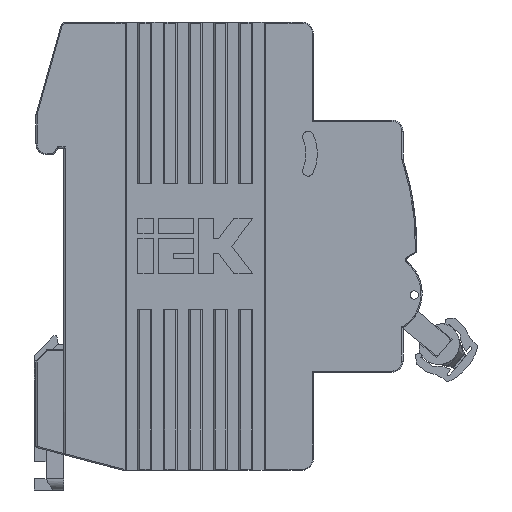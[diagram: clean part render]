
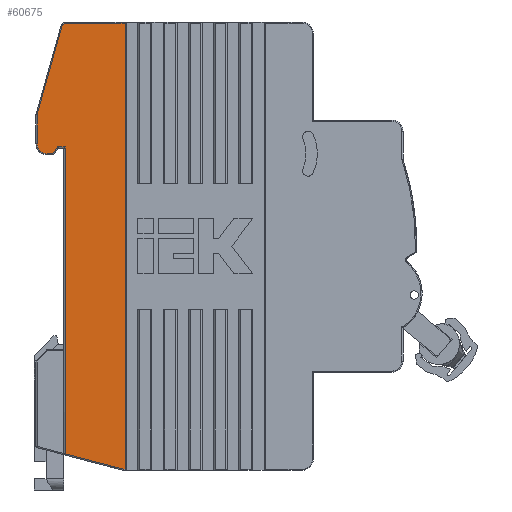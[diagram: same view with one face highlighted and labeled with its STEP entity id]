
A CAD part, front view. The second image highlights one B-rep face of the part: STEP entity #60675.
In plain terms, the highlighted face is planar.
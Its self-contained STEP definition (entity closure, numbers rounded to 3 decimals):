
#1078 = CARTESIAN_POINT ( 'NONE',  ( -0.2, 79.8, -42.099 ) ) ;
#1419 = DIRECTION ( 'NONE',  ( 0., 0., -1. ) ) ;
#1494 = LINE ( 'NONE', #26562, #19773 ) ;
#1790 = VECTOR ( 'NONE', #50352, 1000. ) ;
#2133 = EDGE_CURVE ( 'NONE', #42844, #17360, #57930, .T. ) ;
#2670 = VERTEX_POINT ( 'NONE', #56143 ) ;
#2809 = CIRCLE ( 'NONE', #39668, 0.8 ) ;
#3182 = LINE ( 'NONE', #23639, #51332 ) ;
#5233 = VERTEX_POINT ( 'NONE', #20937 ) ;
#5462 = CARTESIAN_POINT ( 'NONE',  ( -0.2, 82.05, -23.3 ) ) ;
#6011 = CARTESIAN_POINT ( 'NONE',  ( -0.2, 0.2, -31.567 ) ) ;
#6063 = ORIENTED_EDGE ( 'NONE', *, *, #64186, .T. ) ;
#6356 = DIRECTION ( 'NONE',  ( -1., 0., 0. ) ) ;
#6768 = VERTEX_POINT ( 'NONE', #15571 ) ;
#6807 = DIRECTION ( 'NONE',  ( 0., 1., 0. ) ) ;
#6901 = DIRECTION ( 'NONE',  ( 0., 1., 0. ) ) ;
#7350 = AXIS2_PLACEMENT_3D ( 'NONE', #53707, #39167, #24324 ) ;
#7793 = CARTESIAN_POINT ( 'NONE',  ( -0.2, 80., -31.6 ) ) ;
#7955 = EDGE_CURVE ( 'NONE', #32928, #29911, #2809, .T. ) ;
#9856 = LINE ( 'NONE', #33615, #38186 ) ;
#10026 = CARTESIAN_POINT ( 'NONE',  ( -0.2, 0.122, -31.6 ) ) ;
#10093 = DIRECTION ( 'NONE',  ( 0., 1., 0. ) ) ;
#10701 = AXIS2_PLACEMENT_3D ( 'NONE', #37254, #57378, #6901 ) ;
#14657 = ORIENTED_EDGE ( 'NONE', *, *, #29440, .T. ) ;
#15276 = LINE ( 'NONE', #10026, #48729 ) ;
#15571 = CARTESIAN_POINT ( 'NONE',  ( -0.2, 63.467, -47.3 ) ) ;
#16542 = DIRECTION ( 'NONE',  ( 0., 0., 1. ) ) ;
#16625 = ORIENTED_EDGE ( 'NONE', *, *, #27391, .T. ) ;
#17360 = VERTEX_POINT ( 'NONE', #36245 ) ;
#17541 = EDGE_CURVE ( 'NONE', #5233, #60097, #29466, .T. ) ;
#18785 = CARTESIAN_POINT ( 'NONE',  ( -0.2, 0.2, -31.6 ) ) ;
#19601 = DIRECTION ( 'NONE',  ( 0., 0.256, -0.967 ) ) ;
#19773 = VECTOR ( 'NONE', #27211, 1000. ) ;
#20232 = CARTESIAN_POINT ( 'NONE',  ( -0.2, 56.497, -44.5 ) ) ;
#20482 = EDGE_CURVE ( 'NONE', #44921, #21595, #9856, .T. ) ;
#20937 = CARTESIAN_POINT ( 'NONE',  ( -0.2, 58.297, -47.3 ) ) ;
#21595 = VERTEX_POINT ( 'NONE', #62718 ) ;
#21742 = PLANE ( 'NONE',  #10701 ) ;
#22070 = CARTESIAN_POINT ( 'NONE',  ( -0.2, 2.952, -42.3 ) ) ;
#22430 = CARTESIAN_POINT ( 'NONE',  ( -0.2, 79.217, -42.869 ) ) ;
#23639 = CARTESIAN_POINT ( 'NONE',  ( -0.2, 63.441, -47.307 ) ) ;
#23864 = ORIENTED_EDGE ( 'NONE', *, *, #20482, .T. ) ;
#24253 = ORIENTED_EDGE ( 'NONE', *, *, #17541, .T. ) ;
#24324 = DIRECTION ( 'NONE',  ( 0., 1., 0. ) ) ;
#24762 = CARTESIAN_POINT ( 'NONE',  ( -0.2, 57.697, -43.594 ) ) ;
#24801 = DIRECTION ( 'NONE',  ( 0., -1., 0. ) ) ;
#25814 = LINE ( 'NONE', #6011, #46747 ) ;
#26221 = ORIENTED_EDGE ( 'NONE', *, *, #38600, .F. ) ;
#26356 = CARTESIAN_POINT ( 'NONE',  ( -0.2, 79.8, -42.099 ) ) ;
#26562 = CARTESIAN_POINT ( 'NONE',  ( -0.2, 58.297, -47.3 ) ) ;
#26692 = FACE_OUTER_BOUND ( 'NONE', #30228, .T. ) ;
#27211 = DIRECTION ( 'NONE',  ( 0., -1., 0. ) ) ;
#27391 = EDGE_CURVE ( 'NONE', #21595, #54150, #42979, .T. ) ;
#29440 = EDGE_CURVE ( 'NONE', #29911, #6768, #3182, .T. ) ;
#29466 = CIRCLE ( 'NONE', #7350, 1.8 ) ;
#29911 = VERTEX_POINT ( 'NONE', #22430 ) ;
#30228 = EDGE_LOOP ( 'NONE', ( #26221, #6063, #32534, #45766, #64967, #14657, #34391, #24253, #32784, #39245, #23864, #16625 ) ) ;
#30474 = VECTOR ( 'NONE', #36036, 1000. ) ;
#32534 = ORIENTED_EDGE ( 'NONE', *, *, #2133, .T. ) ;
#32784 = ORIENTED_EDGE ( 'NONE', *, *, #35206, .T. ) ;
#32928 = VERTEX_POINT ( 'NONE', #26356 ) ;
#33615 = CARTESIAN_POINT ( 'NONE',  ( -0.2, 57.697, -42.5 ) ) ;
#34391 = ORIENTED_EDGE ( 'NONE', *, *, #46954, .T. ) ;
#35206 = EDGE_CURVE ( 'NONE', #60097, #57196, #45637, .T. ) ;
#36036 = DIRECTION ( 'NONE',  ( 0., 0., 1. ) ) ;
#36245 = CARTESIAN_POINT ( 'NONE',  ( -0.2, 79.8, -31.6 ) ) ;
#36569 = VECTOR ( 'NONE', #6807, 1000. ) ;
#37254 = CARTESIAN_POINT ( 'NONE',  ( -0.2, 79.05, -19.7 ) ) ;
#38186 = VECTOR ( 'NONE', #44508, 1000. ) ;
#38600 = EDGE_CURVE ( 'NONE', #2670, #54150, #15276, .T. ) ;
#38765 = EDGE_CURVE ( 'NONE', #17360, #32928, #51244, .T. ) ;
#39167 = DIRECTION ( 'NONE',  ( -1., 0., 0. ) ) ;
#39245 = ORIENTED_EDGE ( 'NONE', *, *, #46750, .T. ) ;
#39668 = AXIS2_PLACEMENT_3D ( 'NONE', #41666, #6356, #10093 ) ;
#41666 = CARTESIAN_POINT ( 'NONE',  ( -0.2, 79., -42.099 ) ) ;
#42844 = VERTEX_POINT ( 'NONE', #18785 ) ;
#42979 = LINE ( 'NONE', #65067, #63592 ) ;
#44508 = DIRECTION ( 'NONE',  ( 0., 0., 1. ) ) ;
#44921 = VERTEX_POINT ( 'NONE', #24762 ) ;
#45637 = LINE ( 'NONE', #20232, #30474 ) ;
#45766 = ORIENTED_EDGE ( 'NONE', *, *, #38765, .T. ) ;
#46747 = VECTOR ( 'NONE', #16542, 1000. ) ;
#46750 = EDGE_CURVE ( 'NONE', #57196, #44921, #60910, .T. ) ;
#46954 = EDGE_CURVE ( 'NONE', #6768, #5233, #1494, .T. ) ;
#48729 = VECTOR ( 'NONE', #19601, 1000. ) ;
#50352 = DIRECTION ( 'NONE',  ( 0., 0.768, 0.64 ) ) ;
#51244 = LINE ( 'NONE', #1078, #58293 ) ;
#51315 = CARTESIAN_POINT ( 'NONE',  ( -0.2, 56.497, -44.594 ) ) ;
#51332 = VECTOR ( 'NONE', #58934, 1000. ) ;
#53707 = CARTESIAN_POINT ( 'NONE',  ( -0.2, 58.297, -45.5 ) ) ;
#54150 = VERTEX_POINT ( 'NONE', #22070 ) ;
#54207 = CARTESIAN_POINT ( 'NONE',  ( -0.2, 56.497, -45.5 ) ) ;
#56143 = CARTESIAN_POINT ( 'NONE',  ( -0.2, 0.2, -31.894 ) ) ;
#57196 = VERTEX_POINT ( 'NONE', #51315 ) ;
#57378 = DIRECTION ( 'NONE',  ( 1., 0., 0. ) ) ;
#57930 = LINE ( 'NONE', #7793, #36569 ) ;
#58293 = VECTOR ( 'NONE', #1419, 1000. ) ;
#58934 = DIRECTION ( 'NONE',  ( 0., -0.963, -0.271 ) ) ;
#60097 = VERTEX_POINT ( 'NONE', #54207 ) ;
#60675 = ADVANCED_FACE ( 'NONE', ( #26692 ), #21742, .F. ) ;
#60910 = LINE ( 'NONE', #5462, #1790 ) ;
#62718 = CARTESIAN_POINT ( 'NONE',  ( -0.2, 57.697, -42.3 ) ) ;
#63592 = VECTOR ( 'NONE', #24801, 1000. ) ;
#64186 = EDGE_CURVE ( 'NONE', #2670, #42844, #25814, .T. ) ;
#64967 = ORIENTED_EDGE ( 'NONE', *, *, #7955, .T. ) ;
#65067 = CARTESIAN_POINT ( 'NONE',  ( -0.2, 3.005, -42.3 ) ) ;
